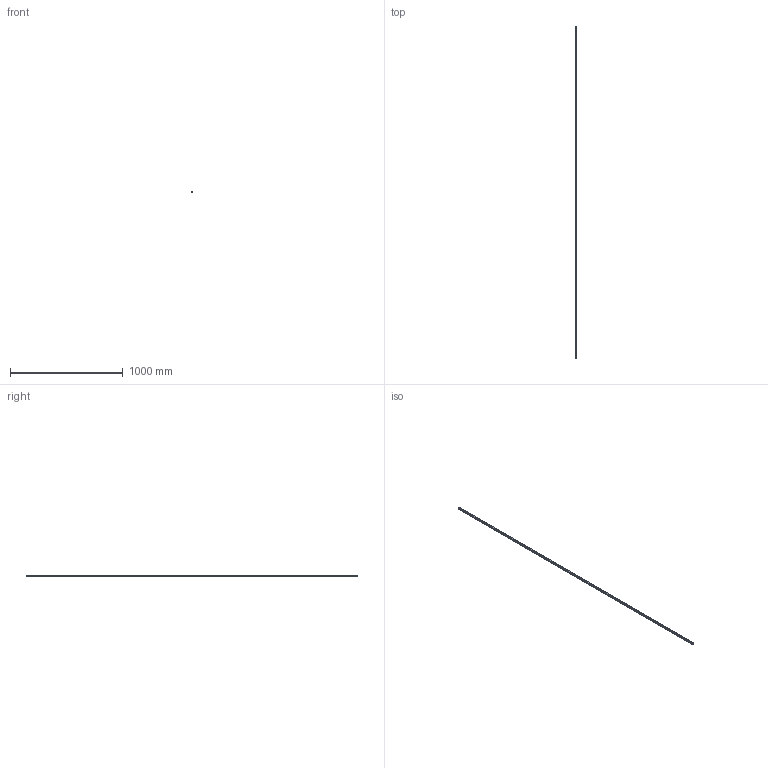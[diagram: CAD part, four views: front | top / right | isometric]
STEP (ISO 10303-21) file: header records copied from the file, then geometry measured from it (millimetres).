
FILE_DESCRIPTION(('STEP AP214'),'1');
FILE_NAME('cctmp_999E06A8-2536-4251-87F4-B112954A03C0_2021_01_19_14_03_34_0007..stp','2021-01-19T13:03:34',('HIWIN GmbH'),('CADClick - www.CADClick.com'),'Spatial InterOp 3D',' ','unknown authorization');
FILE_SCHEMA(('AUTOMOTIVE_DESIGN'));
Length unit declared in the file: millimetre
Products named in the file (1): HGR15T2940C_FILE
Bounding box: 15 x 2940 x 15 mm (x, y, z)
Volume: 551874.5 mm3; surface area: 186492.1 mm2
Topology: 1 solids, 1 shells, 311 faces, 817 edges, 463 vertices
Faces by surface type: cylinder 124, cone 98, plane 89
Entity records: 11321 total; most frequent: DIRECTION 1591, CARTESIAN_POINT 1494, ORIENTED_EDGE 1438, EDGE_CURVE 719, AXIS2_PLACEMENT_3D 560, LINE 471, VECTOR 471, VERTEX_POINT 463
